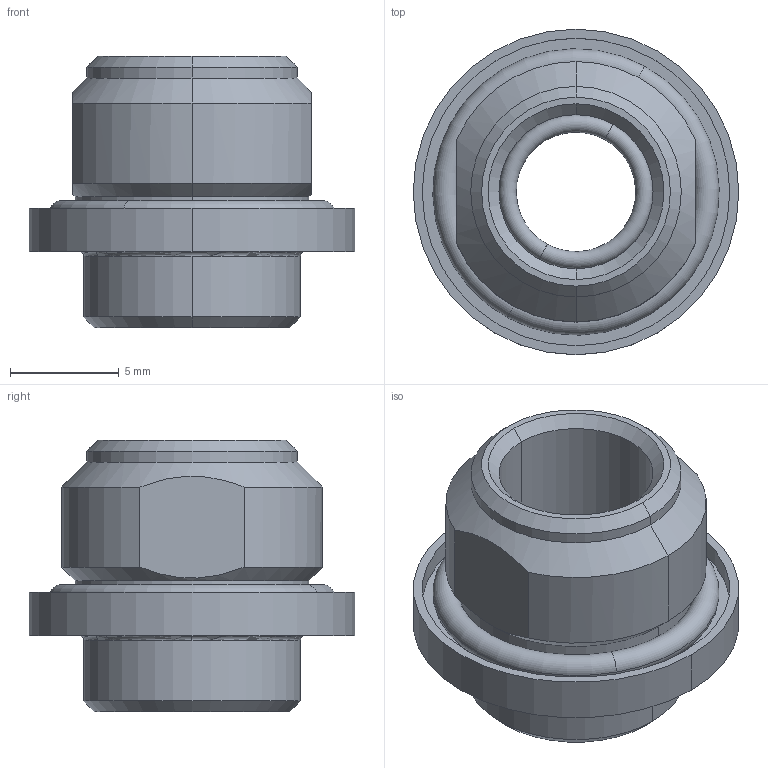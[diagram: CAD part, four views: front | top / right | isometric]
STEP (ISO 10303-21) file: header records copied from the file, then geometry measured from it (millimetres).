
FILE_DESCRIPTION(('CATIA V5R24 STEP','CAx-IF Rec.Pracs.--- Model Styling and Organization---1.2---2011-12-15'),'2;1');
FILE_NAME ('D1461965_0_2424500000_2424500000.stp','2017-08-29T12:25:16+00:00',('none'),('Weidmueller'),'CATIA Version 5-6 Release 2014 SP4 HF52','CATIA V5 STEP AP214','none');
FILE_SCHEMA(('AUTOMOTIVE_DESIGN { 1 0 10303 214 1 1 1 1 }'));
Length unit declared in the file: millimetre
Products named in the file (1): 2424500000
Bounding box: 15 x 15 x 12.5 mm (x, y, z)
Volume: 834.3 mm3; surface area: 1338.4 mm2
Topology: 4 solids, 4 shells, 64 faces, 136 edges, 82 vertices
Faces by surface type: cylinder 26, torus 14, plane 12, cone 12
Entity records: 1662 total; most frequent: CARTESIAN_POINT 348, ORIENTED_EDGE 272, DIRECTION 216, EDGE_CURVE 136, AXIS2_PLACEMENT_3D 132, CIRCLE 86, VERTEX_POINT 82, EDGE_LOOP 74
